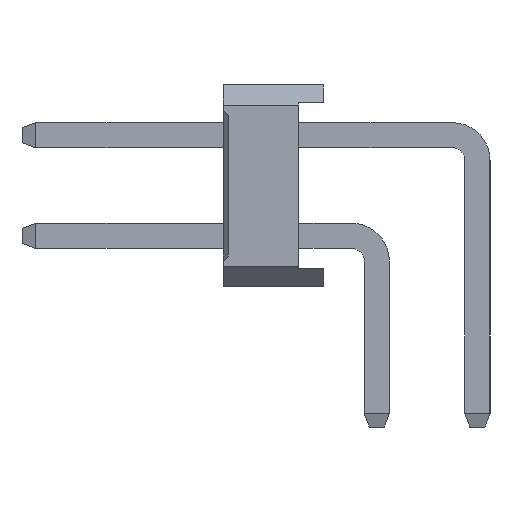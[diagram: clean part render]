
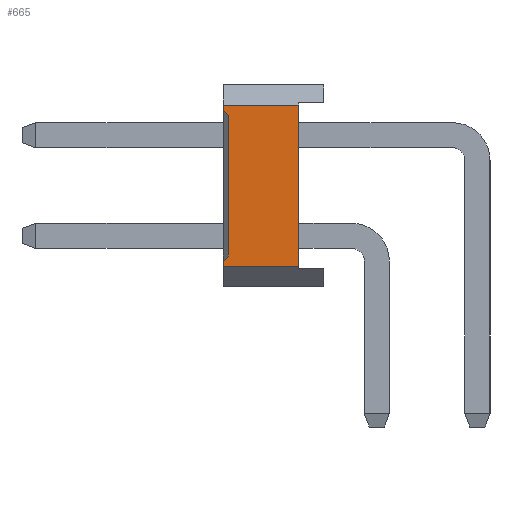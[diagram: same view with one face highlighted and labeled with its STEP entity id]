
A CAD part, left-side view. The second image highlights one B-rep face of the part: STEP entity #665.
In plain terms, the highlighted planar face has unit normal (-1, 0, 0).
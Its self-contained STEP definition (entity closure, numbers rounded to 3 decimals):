
#665=ADVANCED_FACE('',(#12197),#12199,.T.);
#12197=FACE_BOUND('',#12198,.T.);
#12198=EDGE_LOOP('',(#21545,#21546,#21547,#21548,#21549,#21550,#21551,#21552));
#12199=PLANE('',#12200);
#12200=AXIS2_PLACEMENT_3D('',#12201,#12202,#12203);
#12201=CARTESIAN_POINT('',(-1.,1.05,0.4));
#12202=DIRECTION('',(-1.,0.,0.));
#12203=DIRECTION('',(0.,0.,1.));
#21545=ORIENTED_EDGE('',*,*,#27733,.F.);
#21546=ORIENTED_EDGE('',*,*,#27734,.T.);
#21547=ORIENTED_EDGE('',*,*,#27735,.F.);
#21548=ORIENTED_EDGE('',*,*,#27174,.F.);
#21549=ORIENTED_EDGE('',*,*,#27731,.F.);
#21550=ORIENTED_EDGE('',*,*,#27736,.T.);
#21551=ORIENTED_EDGE('',*,*,#27737,.T.);
#21552=ORIENTED_EDGE('',*,*,#27178,.F.);
#27174=EDGE_CURVE('',#30403,#30405,#30406,.T.);
#27178=EDGE_CURVE('',#30411,#30413,#30414,.T.);
#27731=EDGE_CURVE('',#31450,#30403,#31452,.T.);
#27733=EDGE_CURVE('',#31454,#30411,#31455,.F.);
#27734=EDGE_CURVE('',#31454,#31456,#31457,.T.);
#27735=EDGE_CURVE('',#30405,#31456,#31458,.F.);
#27736=EDGE_CURVE('',#31450,#31459,#31460,.T.);
#27737=EDGE_CURVE('',#31459,#30413,#31461,.T.);
#30403=VERTEX_POINT('',#35690);
#30405=VERTEX_POINT('',#35694);
#30406=LINE('',#35695,#35696);
#30411=VERTEX_POINT('',#35706);
#30413=VERTEX_POINT('',#35710);
#30414=LINE('',#35711,#35712);
#31450=VERTEX_POINT('',#37851);
#31452=LINE('',#37855,#37856);
#31454=VERTEX_POINT('',#37861);
#31455=LINE('',#37862,#37863);
#31456=VERTEX_POINT('',#37865);
#31457=LINE('',#37866,#37867);
#31458=LINE('',#37869,#37870);
#31459=VERTEX_POINT('',#37872);
#31460=LINE('',#37873,#37874);
#31461=LINE('',#37876,#37877);
#35690=CARTESIAN_POINT('',(-1.,3.05,0.4));
#35694=CARTESIAN_POINT('',(-1.,3.05,0.5));
#35695=CARTESIAN_POINT('',(-1.,3.05,0.4));
#35696=VECTOR('',#35697,1.);
#35697=DIRECTION('',(0.,0.,1.));
#35706=CARTESIAN_POINT('',(-1.,3.05,3.5));
#35710=CARTESIAN_POINT('',(-1.,3.05,3.6));
#35711=CARTESIAN_POINT('',(-1.,3.05,3.5));
#35712=VECTOR('',#35713,1.);
#35713=DIRECTION('',(0.,0.,1.));
#37851=CARTESIAN_POINT('',(-1.,1.55,0.4));
#37855=CARTESIAN_POINT('',(-1.,1.55,0.4));
#37856=VECTOR('',#37857,1.);
#37857=DIRECTION('',(0.,1.,0.));
#37861=CARTESIAN_POINT('',(-1.,2.95,3.4));
#37862=CARTESIAN_POINT('',(-1.,3.05,3.5));
#37863=VECTOR('',#37864,1.);
#37864=DIRECTION('',(0.,-0.707,-0.707));
#37865=CARTESIAN_POINT('',(-1.,2.95,0.6));
#37866=CARTESIAN_POINT('',(-1.,2.95,3.4));
#37867=VECTOR('',#37868,1.);
#37868=DIRECTION('',(0.,0.,-1.));
#37869=CARTESIAN_POINT('',(-1.,2.95,0.6));
#37870=VECTOR('',#37871,1.);
#37871=DIRECTION('',(0.,0.707,-0.707));
#37872=CARTESIAN_POINT('',(-1.,1.55,3.6));
#37873=CARTESIAN_POINT('',(-1.,1.55,0.4));
#37874=VECTOR('',#37875,1.);
#37875=DIRECTION('',(0.,0.,1.));
#37876=CARTESIAN_POINT('',(-1.,1.55,3.6));
#37877=VECTOR('',#37878,1.);
#37878=DIRECTION('',(0.,1.,0.));
